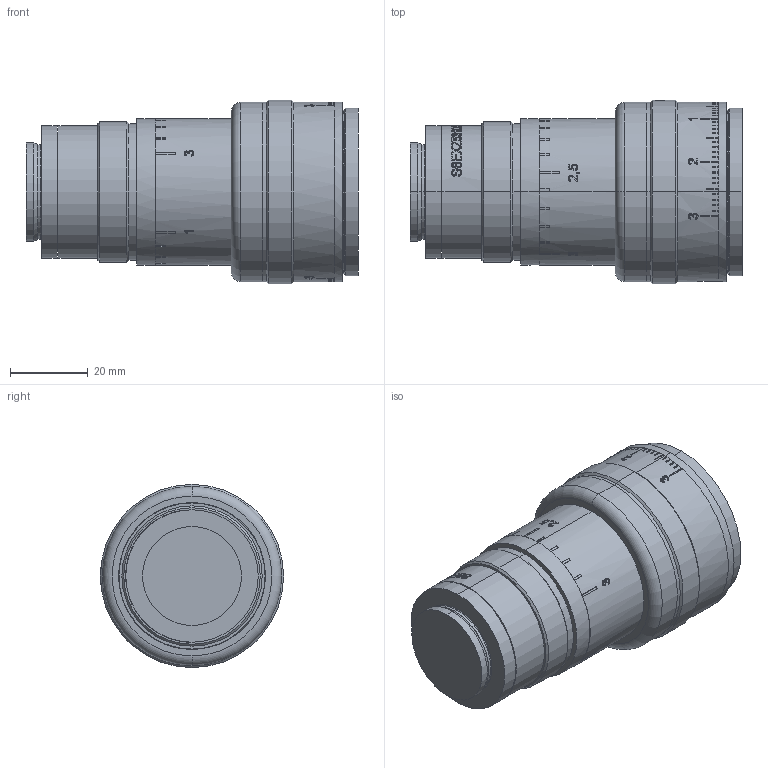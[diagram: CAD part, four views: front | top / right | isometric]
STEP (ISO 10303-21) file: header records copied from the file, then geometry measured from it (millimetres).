
FILE_DESCRIPTION (( 'STEP AP203' ), '1' );
FILE_NAME ('S6EXZ5310_328_07.STEP', '2020-05-28T09:25:08', ( '' ), ( '' ), 'SwSTEP 2.0', 'SolidWorks 2017', '' );
FILE_SCHEMA (( 'CONFIG_CONTROL_DESIGN' ));
Products named in the file (1): S6EXZ5310_328_07
Bounding box: 85.18 x 47 x 47 mm (x, y, z)
Volume: 105313.7 mm3; surface area: 15060.1 mm2
Topology: 1 solids, 1 shells, 1066 faces, 2813 edges, 1808 vertices
Faces by surface type: plane 519, bspline 360, cylinder 160, cone 15, torus 12
Entity records: 72497 total; most frequent: CARTESIAN_POINT 47993, ORIENTED_EDGE 5626, DIRECTION 4200, EDGE_CURVE 2813, VERTEX_POINT 1808, AXIS2_PLACEMENT_3D 1411, LINE 1378, VECTOR 1378
